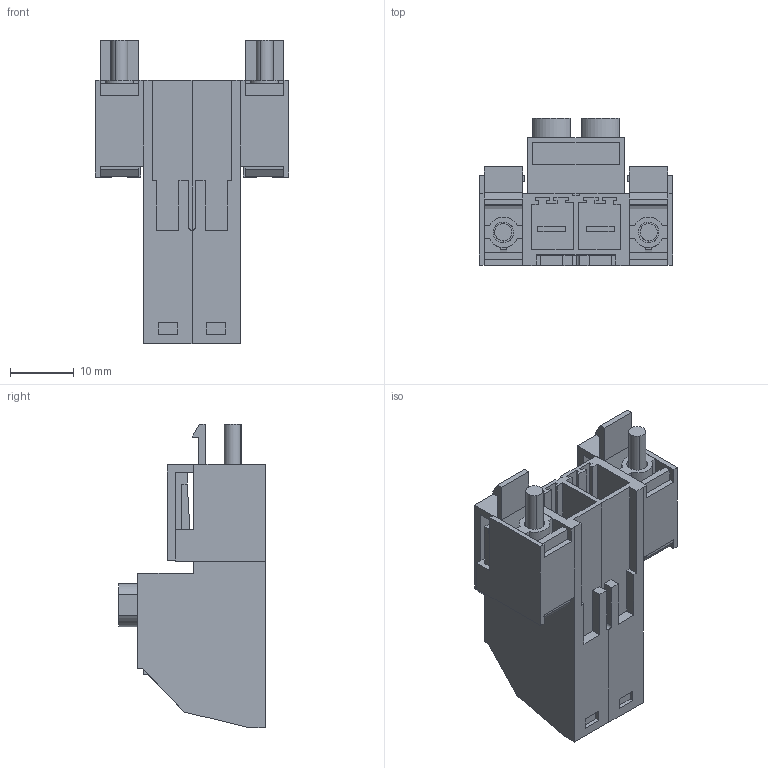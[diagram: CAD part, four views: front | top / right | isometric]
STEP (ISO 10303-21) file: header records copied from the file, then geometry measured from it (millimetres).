
FILE_DESCRIPTION(('CATIA V5 STEP Exchange','CAx-IF Rec.Pracs.--- Model Styling and Organization---1.4--- 2014-01-23'),'2;1');
FILE_NAME ('D1460203_1_1950990000_1950990000.stp','2023-02-01T14:40:48+00:00',('none'),('Weidmueller'),'CATIA Version 5-6 Release 2016 SP3 HF44','CATIA V5 STEP AP214','none');
FILE_SCHEMA(('AUTOMOTIVE_DESIGN { 1 0 10303 214 1 1 1 1 }'));
Length unit declared in the file: millimetre
Products named in the file (1): 1950990000
Bounding box: 30.48 x 23.1 x 47.75 mm (x, y, z)
Volume: 8789.4 mm3; surface area: 10071.7 mm2
Topology: 11 solids, 11 shells, 399 faces, 1091 edges, 723 vertices
Faces by surface type: plane 367, cylinder 32
Entity records: 12246 total; most frequent: ORIENTED_EDGE 2182, CARTESIAN_POINT 2179, DIRECTION 1680, EDGE_CURVE 1091, VECTOR 998, LINE 998, VERTEX_POINT 723, EDGE_LOOP 416
